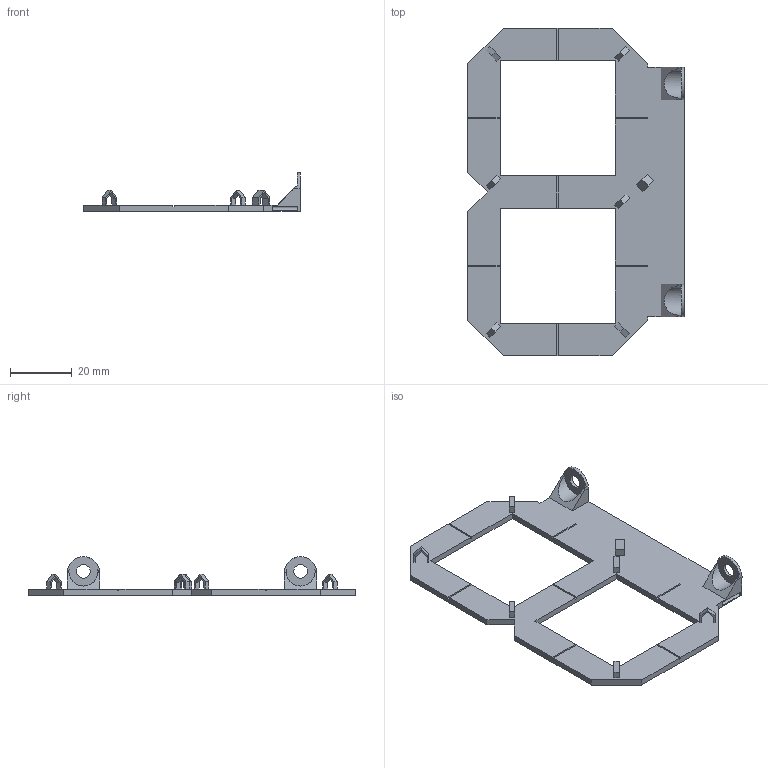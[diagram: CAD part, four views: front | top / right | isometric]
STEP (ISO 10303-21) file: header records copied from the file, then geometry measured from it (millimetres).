
FILE_DESCRIPTION(/* description */ (''),/* implementation_level */ '2;1');
FILE_NAME(/* name */ 'back_side.step',/* time_stamp */ '2018-07-13T10:28:54-05:00',/* author */ (''),/* organization */ (''),/* preprocessor_version */ 'ST-DEVELOPER v17',/* originating_system */ 'Autodesk Translation Framework v7.1.0.215',/* authorisation */ '');
FILE_SCHEMA (('AUTOMOTIVE_DESIGN { 1 0 10303 214 3 1 1 }'));
Length unit declared in the file: millimetre
Products named in the file (1): back (side)
Bounding box: 70.38 x 106.5 x 12.5 mm (x, y, z)
Volume: 8597.9 mm3; surface area: 10325 mm2
Topology: 1 solids, 1 shells, 139 faces, 411 edges, 274 vertices
Faces by surface type: plane 131, cylinder 8
Full cylindrical faces by diameter (mm): 4.5 x2
Entity records: 4649 total; most frequent: CARTESIAN_POINT 825, ORIENTED_EDGE 822, DIRECTION 711, EDGE_CURVE 411, LINE 391, VECTOR 391, VERTEX_POINT 274, EDGE_LOOP 161
